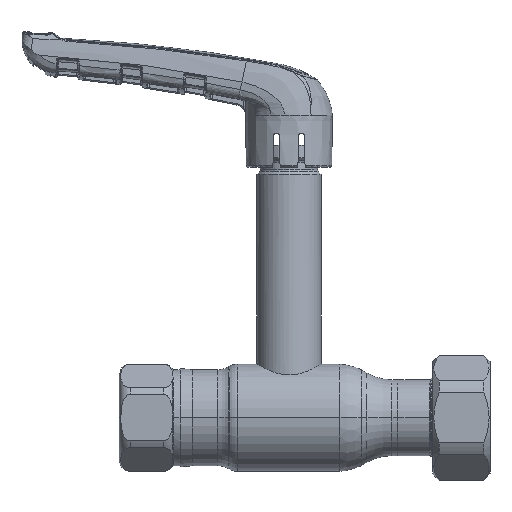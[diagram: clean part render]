
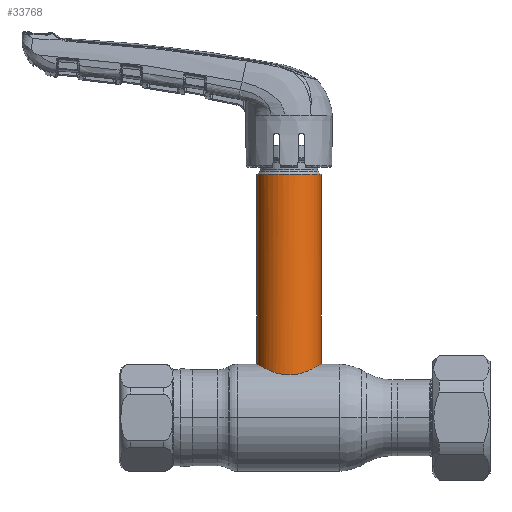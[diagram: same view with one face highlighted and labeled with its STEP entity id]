
A CAD part, top view. The second image highlights one B-rep face of the part: STEP entity #33768.
In plain terms, the highlighted cylindrical face has radius 9 mm (diameter 18 mm), a partial arc.
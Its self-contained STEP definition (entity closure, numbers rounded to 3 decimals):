
#2096 = CARTESIAN_POINT ( 'NONE',  ( -1.51, 12.091, 8.877 ) ) ;
#2553 = CARTESIAN_POINT ( 'NONE',  ( 4.031, 12.648, 8.068 ) ) ;
#2813 = CARTESIAN_POINT ( 'NONE',  ( -6.76, 13.768, 5.969 ) ) ;
#5977 = EDGE_LOOP ( 'NONE', ( #36674, #10693, #64406, #26549 ) ) ;
#7665 = CARTESIAN_POINT ( 'NONE',  ( -5.947, 13.388, 6.78 ) ) ;
#7668 = DIRECTION ( 'NONE',  ( 0., -1., 0. ) ) ;
#7920 = CARTESIAN_POINT ( 'NONE',  ( 2.944, 12.353, 8.51 ) ) ;
#8396 = CARTESIAN_POINT ( 'NONE',  ( 9., 15., 0.305 ) ) ;
#8640 = CARTESIAN_POINT ( 'NONE',  ( 8.877, 14.926, 1.514 ) ) ;
#9189 = EDGE_CURVE ( 'NONE', #57912, #61421, #38148, .T. ) ;
#10693 = ORIENTED_EDGE ( 'NONE', *, *, #9189, .T. ) ;
#13387 = DIRECTION ( 'NONE',  ( 0., -1., 0. ) ) ;
#13759 = CARTESIAN_POINT ( 'NONE',  ( -8.405, 14.65, 3.231 ) ) ;
#14011 = CARTESIAN_POINT ( 'NONE',  ( -8.76, 14.857, 2.088 ) ) ;
#14255 = CARTESIAN_POINT ( 'NONE',  ( 7.766, 14.294, 4.557 ) ) ;
#16756 = VERTEX_POINT ( 'NONE', #66516 ) ;
#18757 = CARTESIAN_POINT ( 'NONE',  ( 0., 68.119, 0. ) ) ;
#19017 = FACE_OUTER_BOUND ( 'NONE', #5977, .T. ) ;
#19128 = CARTESIAN_POINT ( 'NONE',  ( -2.095, 12.178, 8.758 ) ) ;
#19192 = EDGE_CURVE ( 'NONE', #40254, #57912, #50029, .T. ) ;
#19360 = CARTESIAN_POINT ( 'NONE',  ( -0.304, 12., 9. ) ) ;
#20387 = VECTOR ( 'NONE', #46528, 1000. ) ;
#23412 = DIRECTION ( 'NONE',  ( 0., -1., 0. ) ) ;
#24280 = CARTESIAN_POINT ( 'NONE',  ( 3.22, 12.422, 8.409 ) ) ;
#24515 = CARTESIAN_POINT ( 'NONE',  ( -2.382, 12.231, 8.684 ) ) ;
#24526 = CARTESIAN_POINT ( 'NONE',  ( 9., 0., 0. ) ) ;
#24750 = CARTESIAN_POINT ( 'NONE',  ( -0.61, 12.012, 8.984 ) ) ;
#24973 = CARTESIAN_POINT ( 'NONE',  ( 2.086, 12.177, 8.76 ) ) ;
#25217 = CARTESIAN_POINT ( 'NONE',  ( 2.378, 12.23, 8.685 ) ) ;
#26549 = ORIENTED_EDGE ( 'NONE', *, *, #37094, .F. ) ;
#26716 = CARTESIAN_POINT ( 'NONE',  ( 9., 68.119, 0. ) ) ;
#29887 = CARTESIAN_POINT ( 'NONE',  ( -3.229, 12.424, 8.406 ) ) ;
#30119 = CARTESIAN_POINT ( 'NONE',  ( 8.521, 14.717, 2.956 ) ) ;
#30368 = CARTESIAN_POINT ( 'NONE',  ( 1.2, 12.046, 8.94 ) ) ;
#30612 = CARTESIAN_POINT ( 'NONE',  ( 7.616, 14.212, 4.805 ) ) ;
#30856 = CARTESIAN_POINT ( 'NONE',  ( 7.131, 13.956, 5.521 ) ) ;
#32547 = AXIS2_PLACEMENT_3D ( 'NONE', #46360, #13387, #63840 ) ;
#32980 = CARTESIAN_POINT ( 'NONE',  ( -8.939, 14.963, 1.206 ) ) ;
#33768 = ADVANCED_FACE ( 'NONE', ( #19017 ), #34748, .T. ) ;
#34748 = CYLINDRICAL_SURFACE ( 'NONE', #32547, 9. ) ;
#34967 = AXIS2_PLACEMENT_3D ( 'NONE', #18757, #23412, #62423 ) ;
#35252 = LINE ( 'NONE', #24526, #20387 ) ;
#35532 = CARTESIAN_POINT ( 'NONE',  ( -8.176, 14.52, 3.774 ) ) ;
#35757 = CARTESIAN_POINT ( 'NONE',  ( -4.04, 12.651, 8.063 ) ) ;
#35991 = CARTESIAN_POINT ( 'NONE',  ( 8.984, 14.991, 0.612 ) ) ;
#36234 = CARTESIAN_POINT ( 'NONE',  ( 8.697, 14.82, 2.391 ) ) ;
#36475 = CARTESIAN_POINT ( 'NONE',  ( -7.126, 13.954, 5.528 ) ) ;
#36674 = ORIENTED_EDGE ( 'NONE', *, *, #19192, .T. ) ;
#37094 = EDGE_CURVE ( 'NONE', #40254, #16756, #35252, .T. ) ;
#38148 = LINE ( 'NONE', #57462, #56457 ) ;
#40254 = VERTEX_POINT ( 'NONE', #26716 ) ;
#41153 = CARTESIAN_POINT ( 'NONE',  ( 8.046, 14.447, 4.043 ) ) ;
#41863 = CARTESIAN_POINT ( 'NONE',  ( 4.548, 12.825, 7.788 ) ) ;
#43359 = EDGE_CURVE ( 'NONE', #61421, #16756, #68623, .T. ) ;
#46360 = CARTESIAN_POINT ( 'NONE',  ( 0., 0., 0. ) ) ;
#46528 = DIRECTION ( 'NONE',  ( 0., -1., 0. ) ) ;
#46993 = CARTESIAN_POINT ( 'NONE',  ( -2.949, 12.354, 8.508 ) ) ;
#47389 = CARTESIAN_POINT ( 'NONE',  ( -9., 15., 0.608 ) ) ;
#47465 = CARTESIAN_POINT ( 'NONE',  ( 9., 15., 0. ) ) ;
#47729 = CARTESIAN_POINT ( 'NONE',  ( 8.922, 14.954, 1.217 ) ) ;
#50029 = CIRCLE ( 'NONE', #34967, 9. ) ;
#52832 = CARTESIAN_POINT ( 'NONE',  ( -5.498, 13.192, 7.149 ) ) ;
#55561 = CARTESIAN_POINT ( 'NONE',  ( -9., 68.119, 0. ) ) ;
#56457 = VECTOR ( 'NONE', #7668, 1000. ) ;
#57462 = CARTESIAN_POINT ( 'NONE',  ( -9., 0., 0. ) ) ;
#57700 = CARTESIAN_POINT ( 'NONE',  ( 5.503, 13.194, 7.145 ) ) ;
#57912 = VERTEX_POINT ( 'NONE', #55561 ) ;
#57957 = CARTESIAN_POINT ( 'NONE',  ( -4.546, 12.825, 7.789 ) ) ;
#58169 = CARTESIAN_POINT ( 'NONE',  ( -8.685, 14.813, 2.381 ) ) ;
#58411 = CARTESIAN_POINT ( 'NONE',  ( -8.048, 14.449, 4.038 ) ) ;
#58651 = CARTESIAN_POINT ( 'NONE',  ( -8.507, 14.709, 2.953 ) ) ;
#61421 = VERTEX_POINT ( 'NONE', #70874 ) ;
#62032 = CARTESIAN_POINT ( 'NONE',  ( -9., 15., 0. ) ) ;
#62423 = DIRECTION ( 'NONE',  ( 1., 0., 0. ) ) ;
#63280 = CARTESIAN_POINT ( 'NONE',  ( -1.213, 12.057, 8.923 ) ) ;
#63521 = CARTESIAN_POINT ( 'NONE',  ( 0.603, 12., 9. ) ) ;
#63760 = CARTESIAN_POINT ( 'NONE',  ( -7.616, 14.212, 4.805 ) ) ;
#63840 = DIRECTION ( 'NONE',  ( 1., 0., 0. ) ) ;
#64000 = CARTESIAN_POINT ( 'NONE',  ( 5.945, 13.387, 6.781 ) ) ;
#64238 = CARTESIAN_POINT ( 'NONE',  ( -7.769, 14.295, 4.553 ) ) ;
#64406 = ORIENTED_EDGE ( 'NONE', *, *, #43359, .T. ) ;
#66516 = CARTESIAN_POINT ( 'NONE',  ( 9., 15., 0. ) ) ;
#68623 = B_SPLINE_CURVE_WITH_KNOTS ( 'NONE', 3,
 ( #62032, #47389, #32980, #14011, #58169, #58651, #13759, #35532, #58411, #64238, #63760, #36475, #2813, #7665, #52832, #57957, #35757, #29887, #46993, #24515, #19128, #2096, #63280, #24750, #19360, #63521, #30368, #24973, #25217, #7920, #24280, #2553, #41863, #57700, #64000, #69343, #30856, #30612, #14255, #41153, #69596, #30119, #36234, #8640, #47729, #35991, #8396, #47465 ),
 .UNSPECIFIED., .F., .F.,
 ( 4, 2, 2, 2, 2, 2, 2, 2, 2, 2, 2, 2, 2, 2, 2, 2, 2, 2, 2, 2, 2, 2, 2, 4 ),
 ( 0.029, 0.031, 0.032, 0.032, 0.033, 0.034, 0.036, 0.038, 0.04, 0.041, 0.041, 0.042, 0.043, 0.045, 0.046, 0.047, 0.049, 0.05, 0.052, 0.053, 0.054, 0.056, 0.057, 0.058 ),
 .UNSPECIFIED. ) ;
#69343 = CARTESIAN_POINT ( 'NONE',  ( 6.765, 13.771, 5.964 ) ) ;
#69596 = CARTESIAN_POINT ( 'NONE',  ( 8.175, 14.52, 3.775 ) ) ;
#70874 = CARTESIAN_POINT ( 'NONE',  ( -9., 15., 0. ) ) ;
